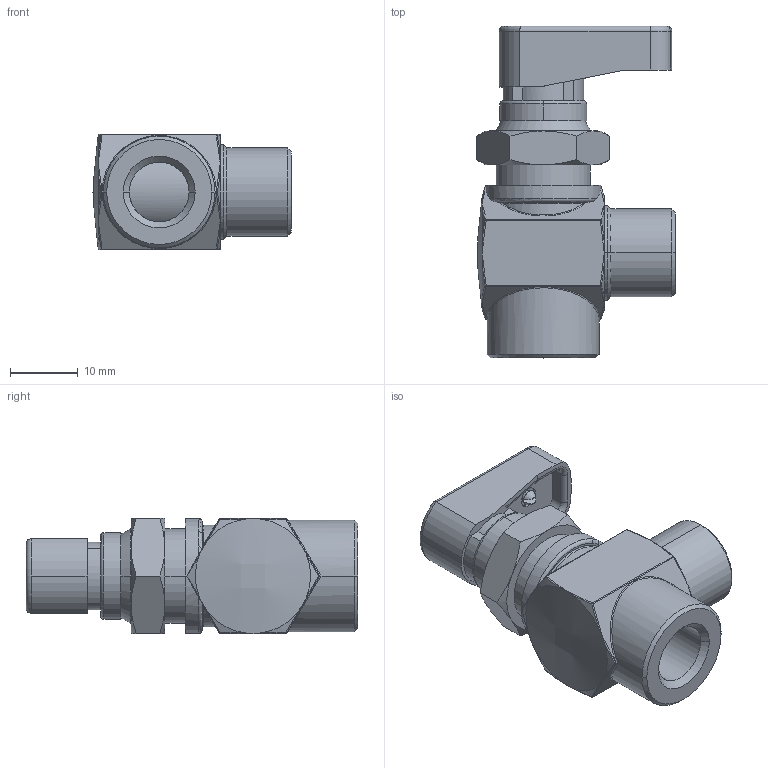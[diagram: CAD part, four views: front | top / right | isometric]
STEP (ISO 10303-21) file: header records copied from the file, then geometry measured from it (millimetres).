
FILE_DESCRIPTION (( 'STEP AP214' ), '1' );
FILE_NAME ('0672000001.step', '2012-10-02T16:36:41', ( '' ), ( '' ), 'SwSTEP 2.0', 'SolidWorks 2012', '' );
FILE_SCHEMA (( 'AUTOMOTIVE_DESIGN' ));
Length unit declared in the file: millimetre
Products named in the file (1): 0672000001
Bounding box: 29.32 x 49 x 17 mm (x, y, z)
Volume: 11135.8 mm3; surface area: 5217.9 mm2
Topology: 7 solids, 17 shells, 572 faces, 1438 edges, 893 vertices
Faces by surface type: plane 241, bspline 150, cylinder 95, cone 42, torus 36, sphere 8
Entity records: 22730 total; most frequent: CARTESIAN_POINT 10182, ORIENTED_EDGE 2828, DIRECTION 2178, EDGE_CURVE 1414, VERTEX_POINT 893, AXIS2_PLACEMENT_3D 749, VECTOR 680, LINE 680
